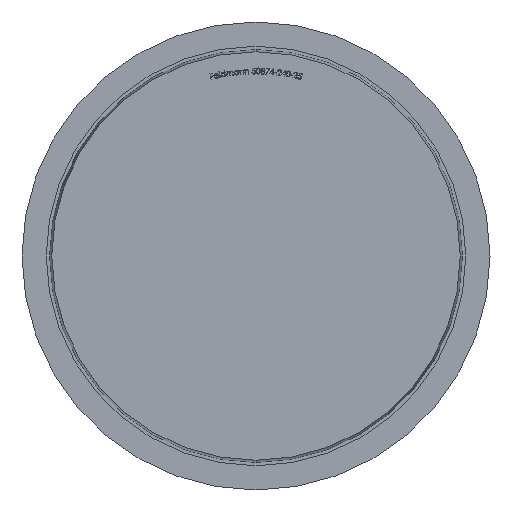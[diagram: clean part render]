
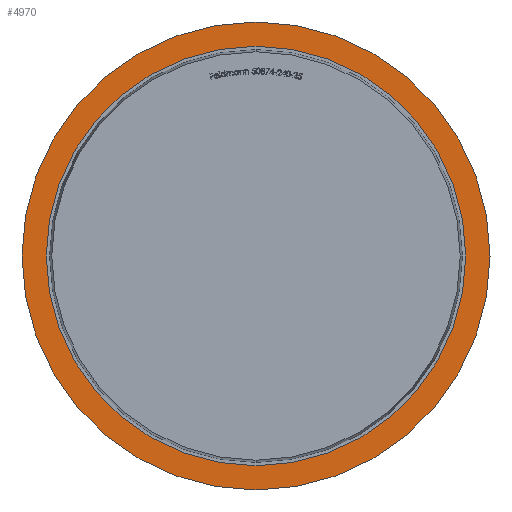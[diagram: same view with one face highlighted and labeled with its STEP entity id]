
A CAD part, front view. The second image highlights one B-rep face of the part: STEP entity #4970.
In plain terms, the highlighted planar face has unit normal (0, -1, 0).
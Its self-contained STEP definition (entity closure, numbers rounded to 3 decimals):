
#102 = ORIENTED_EDGE ( 'NONE', *, *, #11293, .F. ) ;
#403 = VERTEX_POINT ( 'NONE', #11510 ) ;
#872 = EDGE_CURVE ( 'NONE', #403, #8167, #5839, .T. ) ;
#1663 = CARTESIAN_POINT ( 'NONE',  ( 0., 4.5, -18.7 ) ) ;
#2231 = EDGE_LOOP ( 'NONE', ( #13020, #8534 ) ) ;
#2500 = FACE_OUTER_BOUND ( 'NONE', #9707, .T. ) ;
#2889 = EDGE_CURVE ( 'NONE', #5227, #11520, #6158, .T. ) ;
#3103 = DIRECTION ( 'NONE',  ( 0., 0., -1. ) ) ;
#3223 = CARTESIAN_POINT ( 'NONE',  ( 0., 4.5, 0. ) ) ;
#3905 = DIRECTION ( 'NONE',  ( 0., 1., 0. ) ) ;
#4150 = CARTESIAN_POINT ( 'NONE',  ( 0., 4.5, 0. ) ) ;
#4759 = CARTESIAN_POINT ( 'NONE',  ( 0., 4.5, 18.7 ) ) ;
#4970 = ADVANCED_FACE ( 'NONE', ( #9332, #2500 ), #13272, .T. ) ;
#5227 = VERTEX_POINT ( 'NONE', #1663 ) ;
#5839 = CIRCLE ( 'NONE', #11043, 21.2 ) ;
#6149 = CARTESIAN_POINT ( 'NONE',  ( 0., 4.5, 0. ) ) ;
#6158 = CIRCLE ( 'NONE', #13919, 18.7 ) ;
#6296 = CARTESIAN_POINT ( 'NONE',  ( 0., 4.5, 21.2 ) ) ;
#6400 = DIRECTION ( 'NONE',  ( 0., -1., 0. ) ) ;
#7145 = CIRCLE ( 'NONE', #10487, 21.2 ) ;
#8167 = VERTEX_POINT ( 'NONE', #6296 ) ;
#8534 = ORIENTED_EDGE ( 'NONE', *, *, #8860, .T. ) ;
#8860 = EDGE_CURVE ( 'NONE', #11520, #5227, #11887, .T. ) ;
#9028 = CARTESIAN_POINT ( 'NONE',  ( 0., 4.5, 0. ) ) ;
#9332 = FACE_BOUND ( 'NONE', #2231, .T. ) ;
#9707 = EDGE_LOOP ( 'NONE', ( #102, #11248 ) ) ;
#10021 = DIRECTION ( 'NONE',  ( 0., 1., 0. ) ) ;
#10134 = DIRECTION ( 'NONE',  ( 0., 1., 0. ) ) ;
#10487 = AXIS2_PLACEMENT_3D ( 'NONE', #3223, #10021, #13241 ) ;
#10558 = DIRECTION ( 'NONE',  ( 0., 0., 1. ) ) ;
#10713 = DIRECTION ( 'NONE',  ( 0., 1., 0. ) ) ;
#11043 = AXIS2_PLACEMENT_3D ( 'NONE', #6149, #10713, #14054 ) ;
#11248 = ORIENTED_EDGE ( 'NONE', *, *, #872, .F. ) ;
#11293 = EDGE_CURVE ( 'NONE', #8167, #403, #7145, .T. ) ;
#11510 = CARTESIAN_POINT ( 'NONE',  ( 0., 4.5, -21.2 ) ) ;
#11520 = VERTEX_POINT ( 'NONE', #4759 ) ;
#11887 = CIRCLE ( 'NONE', #13951, 18.7 ) ;
#11903 = AXIS2_PLACEMENT_3D ( 'NONE', #4150, #6400, #3103 ) ;
#11909 = CARTESIAN_POINT ( 'NONE',  ( 0., 4.5, 0. ) ) ;
#13020 = ORIENTED_EDGE ( 'NONE', *, *, #2889, .T. ) ;
#13241 = DIRECTION ( 'NONE',  ( 0., 0., 1. ) ) ;
#13272 = PLANE ( 'NONE',  #11903 ) ;
#13636 = DIRECTION ( 'NONE',  ( 0., 0., 1. ) ) ;
#13919 = AXIS2_PLACEMENT_3D ( 'NONE', #9028, #10134, #13636 ) ;
#13951 = AXIS2_PLACEMENT_3D ( 'NONE', #11909, #3905, #10558 ) ;
#14054 = DIRECTION ( 'NONE',  ( 0., 0., 1. ) ) ;
